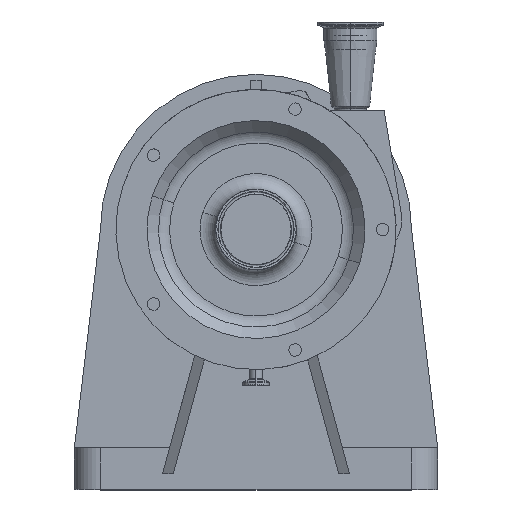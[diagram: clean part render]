
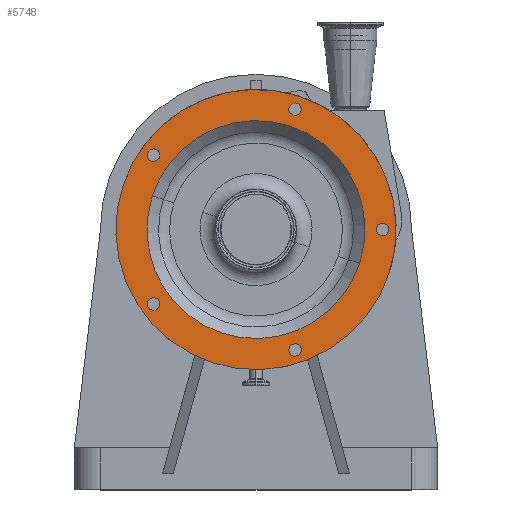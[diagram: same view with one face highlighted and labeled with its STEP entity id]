
A CAD part, top view. The second image highlights one B-rep face of the part: STEP entity #5748.
In plain terms, the highlighted planar face has unit normal (0, 0, 1).
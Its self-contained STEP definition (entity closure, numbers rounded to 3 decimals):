
#1466 = DIRECTION ( 'NONE',  ( 0., 0., 1. ) ) ;
#1481 = CARTESIAN_POINT ( 'NONE',  ( 37.7, 116.029, 284. ) ) ;
#1498 = DIRECTION ( 'NONE',  ( 0.951, -0.309, 0. ) ) ;
#1499 = AXIS2_PLACEMENT_3D ( 'NONE', #1481, #1466, #1498 ) ;
#1507 = CIRCLE ( 'NONE', #1499, 6. ) ;
#2498 = DIRECTION ( 'NONE',  ( -0.588, 0.809, 0. ) ) ;
#2499 = AXIS2_PLACEMENT_3D ( 'NONE', #2505, #2521, #2498 ) ;
#2505 = CARTESIAN_POINT ( 'NONE',  ( -98.7, -71.71, 284. ) ) ;
#2521 = DIRECTION ( 'NONE',  ( 0., 0., 1. ) ) ;
#2522 = DIRECTION ( 'NONE',  ( 0., -1., 0. ) ) ;
#2523 = DIRECTION ( 'NONE',  ( 0., 0., 1. ) ) ;
#2524 = CARTESIAN_POINT ( 'NONE',  ( 122., 0., 284. ) ) ;
#2525 = AXIS2_PLACEMENT_3D ( 'NONE', #2524, #2523, #2522 ) ;
#2526 = CIRCLE ( 'NONE', #2525, 6. ) ;
#2530 = CIRCLE ( 'NONE', #2499, 6. ) ;
#2597 = DIRECTION ( 'NONE',  ( 0.951, -0.309, 0. ) ) ;
#2598 = DIRECTION ( 'NONE',  ( 0., 0., 1. ) ) ;
#2599 = CARTESIAN_POINT ( 'NONE',  ( 0., 0., 284. ) ) ;
#2600 = AXIS2_PLACEMENT_3D ( 'NONE', #2599, #2598, #2597 ) ;
#2601 = CIRCLE ( 'NONE', #2600, 105. ) ;
#2605 = AXIS2_PLACEMENT_3D ( 'NONE', #2609, #2608, #2607 ) ;
#2607 = DIRECTION ( 'NONE',  ( 0.588, 0.809, 0. ) ) ;
#2608 = DIRECTION ( 'NONE',  ( 0., 0., 1. ) ) ;
#2609 = CARTESIAN_POINT ( 'NONE',  ( -98.7, 71.71, 284. ) ) ;
#2856 = CARTESIAN_POINT ( 'NONE',  ( 37.7, 110.029, 284. ) ) ;
#3017 = FACE_BOUND ( 'NONE', #5768, .T. ) ;
#3018 = FACE_BOUND ( 'NONE', #5785, .T. ) ;
#3056 = AXIS2_PLACEMENT_3D ( 'NONE', #3105, #3104, #3103 ) ;
#3060 = DIRECTION ( 'NONE',  ( -0.951, 0.309, 0. ) ) ;
#3061 = DIRECTION ( 'NONE',  ( 0., 0., -1. ) ) ;
#3067 = CARTESIAN_POINT ( 'NONE',  ( 12.052, 37.091, 284. ) ) ;
#3070 = FACE_BOUND ( 'NONE', #5765, .T. ) ;
#3071 = FACE_OUTER_BOUND ( 'NONE', #5763, .T. ) ;
#3072 = FACE_BOUND ( 'NONE', #5782, .T. ) ;
#3077 = FACE_BOUND ( 'NONE', #5734, .T. ) ;
#3078 = FACE_BOUND ( 'NONE', #4499, .T. ) ;
#3081 = PLANE ( 'NONE',  #3082 ) ;
#3082 = AXIS2_PLACEMENT_3D ( 'NONE', #3067, #3061, #3060 ) ;
#3103 = DIRECTION ( 'NONE',  ( 0.951, -0.309, 0. ) ) ;
#3104 = DIRECTION ( 'NONE',  ( 0., 0., 1. ) ) ;
#3105 = CARTESIAN_POINT ( 'NONE',  ( 0., 0., 284. ) ) ;
#3109 = CIRCLE ( 'NONE', #3056, 135. ) ;
#3112 = CARTESIAN_POINT ( 'NONE',  ( -104.406, 73.564, 284. ) ) ;
#3173 = CARTESIAN_POINT ( 'NONE',  ( 116.294, -1.854, 284. ) ) ;
#3174 = DIRECTION ( 'NONE',  ( 0., -1., 0. ) ) ;
#3175 = DIRECTION ( 'NONE',  ( 0., 0., 1. ) ) ;
#3176 = CARTESIAN_POINT ( 'NONE',  ( 122., 0., 284. ) ) ;
#3177 = AXIS2_PLACEMENT_3D ( 'NONE', #3176, #3175, #3174 ) ;
#3179 = CIRCLE ( 'NONE', #3177, 6. ) ;
#3191 = CARTESIAN_POINT ( 'NONE',  ( 127.706, 1.854, 284. ) ) ;
#3227 = CARTESIAN_POINT ( 'NONE',  ( 99.861, -32.447, 284. ) ) ;
#3335 = DIRECTION ( 'NONE',  ( 0.951, -0.309, 0. ) ) ;
#3336 = DIRECTION ( 'NONE',  ( 0., 0., 1. ) ) ;
#3337 = CARTESIAN_POINT ( 'NONE',  ( 0., 0., 284. ) ) ;
#3339 = AXIS2_PLACEMENT_3D ( 'NONE', #3337, #3336, #3335 ) ;
#3348 = CIRCLE ( 'NONE', #3339, 105. ) ;
#3366 = CIRCLE ( 'NONE', #2605, 6. ) ;
#3400 = DIRECTION ( 'NONE',  ( -0.588, 0.809, 0. ) ) ;
#3402 = DIRECTION ( 'NONE',  ( 0., 0., 1. ) ) ;
#3409 = CARTESIAN_POINT ( 'NONE',  ( -98.7, -71.71, 284. ) ) ;
#3410 = CARTESIAN_POINT ( 'NONE',  ( -95.173, -66.856, 284. ) ) ;
#3412 = CIRCLE ( 'NONE', #3422, 6. ) ;
#3417 = CARTESIAN_POINT ( 'NONE',  ( -92.994, 69.856, 284. ) ) ;
#3419 = CARTESIAN_POINT ( 'NONE',  ( 34.173, -111.175, 284. ) ) ;
#3422 = AXIS2_PLACEMENT_3D ( 'NONE', #3409, #3402, #3400 ) ;
#3439 = DIRECTION ( 'NONE',  ( -0.951, -0.309, 0. ) ) ;
#3440 = DIRECTION ( 'NONE',  ( 0., 0., 1. ) ) ;
#3441 = CARTESIAN_POINT ( 'NONE',  ( 37.7, -116.029, 284. ) ) ;
#3442 = AXIS2_PLACEMENT_3D ( 'NONE', #3441, #3440, #3439 ) ;
#3450 = CARTESIAN_POINT ( 'NONE',  ( -102.227, -76.564, 284. ) ) ;
#3451 = CARTESIAN_POINT ( 'NONE',  ( 41.227, -120.883, 284. ) ) ;
#3452 = CIRCLE ( 'NONE', #3442, 6. ) ;
#3544 = CARTESIAN_POINT ( 'NONE',  ( -99.861, 32.447, 284. ) ) ;
#3600 = CARTESIAN_POINT ( 'NONE',  ( 37.7, 122.029, 284. ) ) ;
#3631 = DIRECTION ( 'NONE',  ( 0.951, -0.309, 0. ) ) ;
#3632 = DIRECTION ( 'NONE',  ( 0., 0., 1. ) ) ;
#3633 = CARTESIAN_POINT ( 'NONE',  ( 37.7, 116.029, 284. ) ) ;
#3636 = CIRCLE ( 'NONE', #3640, 6. ) ;
#3640 = AXIS2_PLACEMENT_3D ( 'NONE', #3633, #3632, #3631 ) ;
#3776 = CARTESIAN_POINT ( 'NONE',  ( 128.393, -41.717, 284. ) ) ;
#3789 = DIRECTION ( 'NONE',  ( 0.951, -0.309, 0. ) ) ;
#3790 = DIRECTION ( 'NONE',  ( 0., 0., 1. ) ) ;
#3791 = CARTESIAN_POINT ( 'NONE',  ( 0., 0., 284. ) ) ;
#3793 = AXIS2_PLACEMENT_3D ( 'NONE', #3791, #3790, #3789 ) ;
#3800 = CIRCLE ( 'NONE', #3793, 135. ) ;
#3801 = CARTESIAN_POINT ( 'NONE',  ( -128.393, 41.717, 284. ) ) ;
#4494 = ORIENTED_EDGE ( 'NONE', *, *, #5482, .F. ) ;
#4497 = ORIENTED_EDGE ( 'NONE', *, *, #5463, .F. ) ;
#4499 = EDGE_LOOP ( 'NONE', ( #5753, #5776 ) ) ;
#5127 = EDGE_CURVE ( 'NONE', #6054, #5945, #1507, .T. ) ;
#5294 = EDGE_CURVE ( 'NONE', #5943, #5955, #7149, .T. ) ;
#5402 = EDGE_CURVE ( 'NONE', #5847, #5854, #2526, .T. ) ;
#5408 = EDGE_CURVE ( 'NONE', #5970, #5963, #2530, .T. ) ;
#5463 = EDGE_CURVE ( 'NONE', #5861, #6019, #2601, .T. ) ;
#5482 = EDGE_CURVE ( 'NONE', #5969, #5953, #7031, .T. ) ;
#5734 = EDGE_LOOP ( 'NONE', ( #5778, #5752 ) ) ;
#5742 = ORIENTED_EDGE ( 'NONE', *, *, #5971, .F. ) ;
#5748 = ADVANCED_FACE ( 'NONE', ( #3078, #3018, #3077, #3072, #3017, #3071, #3070 ), #3081, .F. ) ;
#5749 = ORIENTED_EDGE ( 'NONE', *, *, #6134, .T. ) ;
#5752 = ORIENTED_EDGE ( 'NONE', *, *, #5958, .F. ) ;
#5753 = ORIENTED_EDGE ( 'NONE', *, *, #5402, .F. ) ;
#5763 = EDGE_LOOP ( 'NONE', ( #5749, #5767 ) ) ;
#5765 = EDGE_LOOP ( 'NONE', ( #4497, #5766 ) ) ;
#5766 = ORIENTED_EDGE ( 'NONE', *, *, #5918, .F. ) ;
#5767 = ORIENTED_EDGE ( 'NONE', *, *, #5769, .T. ) ;
#5768 = EDGE_LOOP ( 'NONE', ( #5774, #5777 ) ) ;
#5769 = EDGE_CURVE ( 'NONE', #6133, #6142, #3109, .T. ) ;
#5774 = ORIENTED_EDGE ( 'NONE', *, *, #5127, .F. ) ;
#5775 = ORIENTED_EDGE ( 'NONE', *, *, #5294, .F. ) ;
#5776 = ORIENTED_EDGE ( 'NONE', *, *, #5851, .F. ) ;
#5777 = ORIENTED_EDGE ( 'NONE', *, *, #6068, .F. ) ;
#5778 = ORIENTED_EDGE ( 'NONE', *, *, #5408, .F. ) ;
#5782 = EDGE_LOOP ( 'NONE', ( #5775, #5783 ) ) ;
#5783 = ORIENTED_EDGE ( 'NONE', *, *, #5942, .F. ) ;
#5785 = EDGE_LOOP ( 'NONE', ( #4494, #5742 ) ) ;
#5847 = VERTEX_POINT ( 'NONE', #3191 ) ;
#5851 = EDGE_CURVE ( 'NONE', #5854, #5847, #3179, .T. ) ;
#5854 = VERTEX_POINT ( 'NONE', #3173 ) ;
#5861 = VERTEX_POINT ( 'NONE', #3227 ) ;
#5918 = EDGE_CURVE ( 'NONE', #6019, #5861, #3348, .T. ) ;
#5942 = EDGE_CURVE ( 'NONE', #5955, #5943, #3366, .T. ) ;
#5943 = VERTEX_POINT ( 'NONE', #3112 ) ;
#5945 = VERTEX_POINT ( 'NONE', #2856 ) ;
#5953 = VERTEX_POINT ( 'NONE', #3419 ) ;
#5955 = VERTEX_POINT ( 'NONE', #3417 ) ;
#5958 = EDGE_CURVE ( 'NONE', #5963, #5970, #3412, .T. ) ;
#5963 = VERTEX_POINT ( 'NONE', #3410 ) ;
#5969 = VERTEX_POINT ( 'NONE', #3451 ) ;
#5970 = VERTEX_POINT ( 'NONE', #3450 ) ;
#5971 = EDGE_CURVE ( 'NONE', #5953, #5969, #3452, .T. ) ;
#6019 = VERTEX_POINT ( 'NONE', #3544 ) ;
#6054 = VERTEX_POINT ( 'NONE', #3600 ) ;
#6068 = EDGE_CURVE ( 'NONE', #5945, #6054, #3636, .T. ) ;
#6133 = VERTEX_POINT ( 'NONE', #3801 ) ;
#6134 = EDGE_CURVE ( 'NONE', #6142, #6133, #3800, .T. ) ;
#6142 = VERTEX_POINT ( 'NONE', #3776 ) ;
#7031 = CIRCLE ( 'NONE', #7094, 6. ) ;
#7090 = DIRECTION ( 'NONE',  ( 0., 0., 1. ) ) ;
#7091 = CARTESIAN_POINT ( 'NONE',  ( 37.7, -116.029, 284. ) ) ;
#7093 = DIRECTION ( 'NONE',  ( -0.951, -0.309, 0. ) ) ;
#7094 = AXIS2_PLACEMENT_3D ( 'NONE', #7091, #7090, #7093 ) ;
#7143 = DIRECTION ( 'NONE',  ( 0., 0., 1. ) ) ;
#7149 = CIRCLE ( 'NONE', #7153, 6. ) ;
#7153 = AXIS2_PLACEMENT_3D ( 'NONE', #7156, #7143, #7163 ) ;
#7156 = CARTESIAN_POINT ( 'NONE',  ( -98.7, 71.71, 284. ) ) ;
#7163 = DIRECTION ( 'NONE',  ( 0.588, 0.809, 0. ) ) ;
